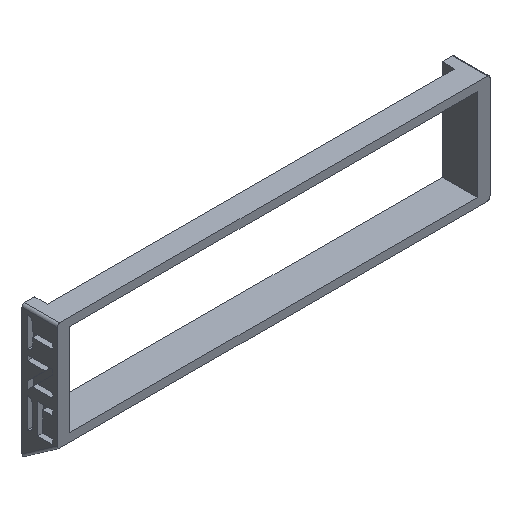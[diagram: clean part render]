
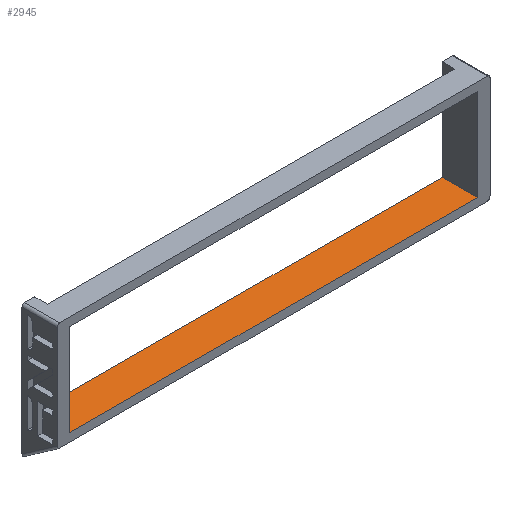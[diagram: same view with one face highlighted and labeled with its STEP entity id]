
A CAD part, isometric view. The second image highlights one B-rep face of the part: STEP entity #2945.
In plain terms, the highlighted planar face has unit normal (0, 0, 1).
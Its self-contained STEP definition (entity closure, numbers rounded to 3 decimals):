
#23=DIRECTION('',(1.,0.,0.));
#24=VECTOR('',#23,73.2);
#25=CARTESIAN_POINT('',(-36.6,0.,-8.25));
#26=LINE('',#25,#24);
#135=DIRECTION('',(1.,0.,0.));
#136=VECTOR('',#135,73.2);
#137=CARTESIAN_POINT('',(-36.6,6.3,-8.25));
#138=LINE('',#137,#136);
#1063=DIRECTION('',(0.,1.,0.));
#1064=VECTOR('',#1063,6.3);
#1065=CARTESIAN_POINT('',(36.6,0.,-8.25));
#1066=LINE('',#1065,#1064);
#1067=DIRECTION('',(0.,1.,0.));
#1068=VECTOR('',#1067,6.3);
#1069=CARTESIAN_POINT('',(-36.6,0.,-8.25));
#1070=LINE('',#1069,#1068);
#1075=CARTESIAN_POINT('',(-36.6,0.,-8.25));
#1076=VERTEX_POINT('',#1075);
#1077=CARTESIAN_POINT('',(36.6,0.,-8.25));
#1078=VERTEX_POINT('',#1077);
#1080=CARTESIAN_POINT('',(-36.6,6.3,-8.25));
#1082=VERTEX_POINT('',#1080);
#1083=CARTESIAN_POINT('',(36.6,6.3,-8.25));
#1084=VERTEX_POINT('',#1083);
#2934=CARTESIAN_POINT('',(-36.6,0.,-8.25));
#2935=DIRECTION('',(0.,0.,1.));
#2936=DIRECTION('',(1.,0.,0.));
#2937=AXIS2_PLACEMENT_3D('',#2934,#2935,#2936);
#2938=PLANE('',#2937);
#2939=ORIENTED_EDGE('',*,*,#1455,.T.);
#2940=ORIENTED_EDGE('',*,*,#1510,.T.);
#2941=ORIENTED_EDGE('',*,*,#2924,.F.);
#2942=ORIENTED_EDGE('',*,*,#1407,.F.);
#2943=EDGE_LOOP('',(#2939,#2940,#2941,#2942));
#2944=FACE_OUTER_BOUND('',#2943,.F.);
#1407=EDGE_CURVE('',#1076,#1078,#26,.T.);
#1455=EDGE_CURVE('',#1076,#1082,#1070,.T.);
#1510=EDGE_CURVE('',#1082,#1084,#138,.T.);
#2924=EDGE_CURVE('',#1078,#1084,#1066,.T.);
#2945=ADVANCED_FACE('',(#2944),#2938,.T.);
